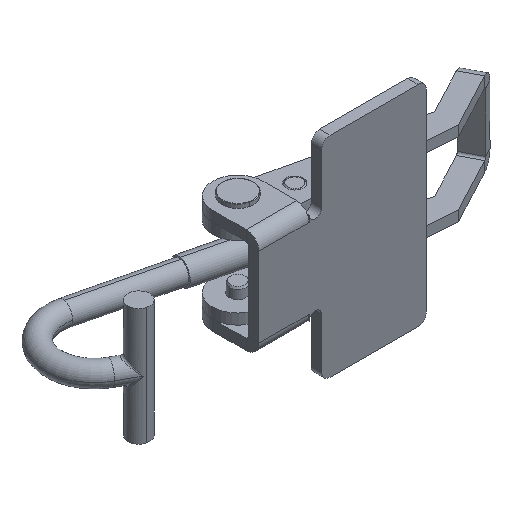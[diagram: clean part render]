
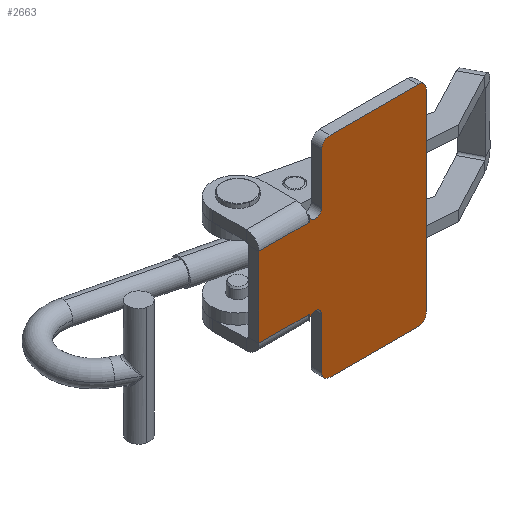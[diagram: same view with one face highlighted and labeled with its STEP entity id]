
A CAD part, isometric view. The second image highlights one B-rep face of the part: STEP entity #2663.
In plain terms, the highlighted planar face has unit normal (0, -1, 0).
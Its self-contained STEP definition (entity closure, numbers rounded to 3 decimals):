
#50 = ORIENTED_EDGE ( 'NONE', *, *, #1496, .F. ) ;
#77 = DIRECTION ( 'NONE',  ( 0., 0., 1. ) ) ;
#126 = CARTESIAN_POINT ( 'NONE',  ( 15., -2.5, -36. ) ) ;
#135 = DIRECTION ( 'NONE',  ( 0., -1., 0. ) ) ;
#152 = CARTESIAN_POINT ( 'NONE',  ( 13.5, -2.5, -14. ) ) ;
#170 = CARTESIAN_POINT ( 'NONE',  ( 40., -2.5, -2. ) ) ;
#252 = CARTESIAN_POINT ( 'NONE',  ( 38., -2.5, -50. ) ) ;
#274 = EDGE_CURVE ( 'NONE', #2131, #3307, #1414, .T. ) ;
#304 = CARTESIAN_POINT ( 'NONE',  ( 17., -2.5, -50. ) ) ;
#318 = CIRCLE ( 'NONE', #2477, 1.5 ) ;
#361 = CIRCLE ( 'NONE', #2525, 1.5 ) ;
#371 = EDGE_CURVE ( 'NONE', #930, #2834, #1128, .T. ) ;
#394 = EDGE_CURVE ( 'NONE', #2569, #2550, #2133, .T. ) ;
#465 = CARTESIAN_POINT ( 'NONE',  ( 38., -2.5, -2. ) ) ;
#475 = CIRCLE ( 'NONE', #3554, 2. ) ;
#484 = CARTESIAN_POINT ( 'NONE',  ( 13.5, -2.5, -36. ) ) ;
#508 = CARTESIAN_POINT ( 'NONE',  ( 12., -2.5, -34.5 ) ) ;
#579 = CARTESIAN_POINT ( 'NONE',  ( 0., -2.5, -34.5 ) ) ;
#583 = EDGE_CURVE ( 'NONE', #3568, #1404, #361, .T. ) ;
#586 = ORIENTED_EDGE ( 'NONE', *, *, #3533, .F. ) ;
#601 = CARTESIAN_POINT ( 'NONE',  ( 15., -2.5, -2. ) ) ;
#604 = VECTOR ( 'NONE', #77, 1000. ) ;
#639 = VERTEX_POINT ( 'NONE', #3948 ) ;
#696 = LINE ( 'NONE', #601, #3812 ) ;
#727 = VERTEX_POINT ( 'NONE', #304 ) ;
#753 = CIRCLE ( 'NONE', #3272, 2. ) ;
#758 = DIRECTION ( 'NONE',  ( 0., 0., 1. ) ) ;
#766 = CARTESIAN_POINT ( 'NONE',  ( 12., -2.5, -15.5 ) ) ;
#821 = DIRECTION ( 'NONE',  ( 0., -1., 0. ) ) ;
#830 = DIRECTION ( 'NONE',  ( 0., 1., 0. ) ) ;
#831 = CARTESIAN_POINT ( 'NONE',  ( 12., -2.5, -36. ) ) ;
#864 = DIRECTION ( 'NONE',  ( 0., 1., 0. ) ) ;
#925 = VERTEX_POINT ( 'NONE', #508 ) ;
#930 = VERTEX_POINT ( 'NONE', #1671 ) ;
#966 = EDGE_CURVE ( 'NONE', #2550, #1953, #2956, .T. ) ;
#1083 = EDGE_CURVE ( 'NONE', #2889, #3200, #3831, .T. ) ;
#1104 = ORIENTED_EDGE ( 'NONE', *, *, #394, .F. ) ;
#1123 = DIRECTION ( 'NONE',  ( 1., 0., 0. ) ) ;
#1128 = CIRCLE ( 'NONE', #3220, 2. ) ;
#1129 = LINE ( 'NONE', #3559, #3537 ) ;
#1153 = ORIENTED_EDGE ( 'NONE', *, *, #2278, .F. ) ;
#1173 = DIRECTION ( 'NONE',  ( 0., 0., -1. ) ) ;
#1181 = FACE_OUTER_BOUND ( 'NONE', #1396, .T. ) ;
#1188 = DIRECTION ( 'NONE',  ( 1., 0., 0. ) ) ;
#1218 = EDGE_CURVE ( 'NONE', #1404, #925, #2723, .T. ) ;
#1245 = DIRECTION ( 'NONE',  ( 0., 0., 1. ) ) ;
#1246 = CARTESIAN_POINT ( 'NONE',  ( 17., -2.5, -48. ) ) ;
#1325 = DIRECTION ( 'NONE',  ( 0., -1., 0. ) ) ;
#1350 = CARTESIAN_POINT ( 'NONE',  ( 40., -2.5, -2. ) ) ;
#1354 = CARTESIAN_POINT ( 'NONE',  ( 13.5, -2.5, -36. ) ) ;
#1367 = LINE ( 'NONE', #170, #3034 ) ;
#1384 = DIRECTION ( 'NONE',  ( 0., 0., 1. ) ) ;
#1396 = EDGE_LOOP ( 'NONE', ( #3135, #1153, #3282, #2251, #1104, #1565, #586, #4021, #2277, #50, #1790, #3280, #2609, #3497, #1457, #2103, #1555 ) ) ;
#1404 = VERTEX_POINT ( 'NONE', #831 ) ;
#1407 = DIRECTION ( 'NONE',  ( 0., 0., -1. ) ) ;
#1414 = LINE ( 'NONE', #3838, #3271 ) ;
#1444 = CARTESIAN_POINT ( 'NONE',  ( 0., -2.5, -34.5 ) ) ;
#1457 = ORIENTED_EDGE ( 'NONE', *, *, #2541, .F. ) ;
#1496 = EDGE_CURVE ( 'NONE', #3307, #3568, #2653, .T. ) ;
#1555 = ORIENTED_EDGE ( 'NONE', *, *, #1083, .F. ) ;
#1565 = ORIENTED_EDGE ( 'NONE', *, *, #3730, .F. ) ;
#1583 = DIRECTION ( 'NONE',  ( 0., 0., 1. ) ) ;
#1616 = VECTOR ( 'NONE', #2790, 1000. ) ;
#1625 = VERTEX_POINT ( 'NONE', #1350 ) ;
#1671 = CARTESIAN_POINT ( 'NONE',  ( 40., -2.5, -48. ) ) ;
#1766 = CARTESIAN_POINT ( 'NONE',  ( 12., -2.5, -14. ) ) ;
#1773 = CARTESIAN_POINT ( 'NONE',  ( 15., -2.5, -2. ) ) ;
#1790 = ORIENTED_EDGE ( 'NONE', *, *, #274, .F. ) ;
#1874 = CARTESIAN_POINT ( 'NONE',  ( 13.5, -2.5, -34.5 ) ) ;
#1906 = DIRECTION ( 'NONE',  ( 0., 0., 1. ) ) ;
#1953 = VERTEX_POINT ( 'NONE', #1766 ) ;
#1966 = DIRECTION ( 'NONE',  ( 0., 0., 1. ) ) ;
#1967 = CARTESIAN_POINT ( 'NONE',  ( 0., -2.5, -15.5 ) ) ;
#1985 = CARTESIAN_POINT ( 'NONE',  ( 12., -2.5, -15.5 ) ) ;
#2057 = LINE ( 'NONE', #579, #3589 ) ;
#2103 = ORIENTED_EDGE ( 'NONE', *, *, #3988, .F. ) ;
#2131 = VERTEX_POINT ( 'NONE', #3535 ) ;
#2133 = LINE ( 'NONE', #3908, #2514 ) ;
#2173 = DIRECTION ( 'NONE',  ( -1., 0., 0. ) ) ;
#2229 = DIRECTION ( 'NONE',  ( 0., -1., 0. ) ) ;
#2251 = ORIENTED_EDGE ( 'NONE', *, *, #966, .F. ) ;
#2277 = ORIENTED_EDGE ( 'NONE', *, *, #583, .F. ) ;
#2278 = EDGE_CURVE ( 'NONE', #639, #3433, #696, .T. ) ;
#2364 = CARTESIAN_POINT ( 'NONE',  ( 0., -2.5, -15.5 ) ) ;
#2368 = EDGE_CURVE ( 'NONE', #1953, #639, #318, .T. ) ;
#2393 = EDGE_CURVE ( 'NONE', #2834, #727, #1129, .T. ) ;
#2399 = DIRECTION ( 'NONE',  ( 0., 0., 1. ) ) ;
#2403 = VERTEX_POINT ( 'NONE', #1444 ) ;
#2412 = CIRCLE ( 'NONE', #3397, 2. ) ;
#2413 = CARTESIAN_POINT ( 'NONE',  ( 38., -2.5, -48. ) ) ;
#2439 = CARTESIAN_POINT ( 'NONE',  ( 17., -2.5, 0. ) ) ;
#2464 = CARTESIAN_POINT ( 'NONE',  ( 17., -2.5, 0. ) ) ;
#2477 = AXIS2_PLACEMENT_3D ( 'NONE', #152, #821, #2999 ) ;
#2514 = VECTOR ( 'NONE', #1123, 1000. ) ;
#2525 = AXIS2_PLACEMENT_3D ( 'NONE', #1354, #2229, #1906 ) ;
#2541 = EDGE_CURVE ( 'NONE', #1625, #930, #1367, .T. ) ;
#2550 = VERTEX_POINT ( 'NONE', #766 ) ;
#2569 = VERTEX_POINT ( 'NONE', #2364 ) ;
#2581 = CARTESIAN_POINT ( 'NONE',  ( 38., -2.5, 0. ) ) ;
#2609 = ORIENTED_EDGE ( 'NONE', *, *, #2393, .F. ) ;
#2638 = DIRECTION ( 'NONE',  ( 0., 1., 0. ) ) ;
#2653 = CIRCLE ( 'NONE', #3415, 1.5 ) ;
#2663 = ADVANCED_FACE ( 'NONE', ( #1181 ), #2962, .T. ) ;
#2716 = DIRECTION ( 'NONE',  ( 0., 0., -1. ) ) ;
#2723 = LINE ( 'NONE', #3001, #1616 ) ;
#2750 = CARTESIAN_POINT ( 'NONE',  ( 17., -2.5, -2. ) ) ;
#2790 = DIRECTION ( 'NONE',  ( 0., 0., 1. ) ) ;
#2834 = VERTEX_POINT ( 'NONE', #252 ) ;
#2889 = VERTEX_POINT ( 'NONE', #2464 ) ;
#2919 = VECTOR ( 'NONE', #1188, 1000. ) ;
#2956 = LINE ( 'NONE', #1985, #3253 ) ;
#2962 = PLANE ( 'NONE',  #3223 ) ;
#2964 = EDGE_CURVE ( 'NONE', #727, #2131, #753, .T. ) ;
#2979 = CARTESIAN_POINT ( 'NONE',  ( 17., -2.5, -2. ) ) ;
#2999 = DIRECTION ( 'NONE',  ( 0., 0., -1. ) ) ;
#3001 = CARTESIAN_POINT ( 'NONE',  ( 12., -2.5, -34.5 ) ) ;
#3034 = VECTOR ( 'NONE', #1173, 1000. ) ;
#3056 = DIRECTION ( 'NONE',  ( 0., 0., -1. ) ) ;
#3135 = ORIENTED_EDGE ( 'NONE', *, *, #3456, .F. ) ;
#3200 = VERTEX_POINT ( 'NONE', #2581 ) ;
#3220 = AXIS2_PLACEMENT_3D ( 'NONE', #2413, #830, #2716 ) ;
#3223 = AXIS2_PLACEMENT_3D ( 'NONE', #2979, #135, #1407 ) ;
#3253 = VECTOR ( 'NONE', #2399, 1000. ) ;
#3271 = VECTOR ( 'NONE', #1966, 1000. ) ;
#3272 = AXIS2_PLACEMENT_3D ( 'NONE', #1246, #3447, #1583 ) ;
#3280 = ORIENTED_EDGE ( 'NONE', *, *, #2964, .F. ) ;
#3282 = ORIENTED_EDGE ( 'NONE', *, *, #2368, .F. ) ;
#3307 = VERTEX_POINT ( 'NONE', #126 ) ;
#3397 = AXIS2_PLACEMENT_3D ( 'NONE', #465, #2638, #758 ) ;
#3415 = AXIS2_PLACEMENT_3D ( 'NONE', #484, #1325, #1384 ) ;
#3433 = VERTEX_POINT ( 'NONE', #1773 ) ;
#3447 = DIRECTION ( 'NONE',  ( 0., 1., 0. ) ) ;
#3456 = EDGE_CURVE ( 'NONE', #3433, #2889, #475, .T. ) ;
#3497 = ORIENTED_EDGE ( 'NONE', *, *, #371, .F. ) ;
#3533 = EDGE_CURVE ( 'NONE', #925, #2403, #2057, .T. ) ;
#3535 = CARTESIAN_POINT ( 'NONE',  ( 15., -2.5, -48. ) ) ;
#3537 = VECTOR ( 'NONE', #3614, 1000. ) ;
#3554 = AXIS2_PLACEMENT_3D ( 'NONE', #2750, #864, #3056 ) ;
#3559 = CARTESIAN_POINT ( 'NONE',  ( 17., -2.5, -50. ) ) ;
#3568 = VERTEX_POINT ( 'NONE', #1874 ) ;
#3589 = VECTOR ( 'NONE', #2173, 1000. ) ;
#3614 = DIRECTION ( 'NONE',  ( -1., 0., 0. ) ) ;
#3730 = EDGE_CURVE ( 'NONE', #2403, #2569, #3806, .T. ) ;
#3806 = LINE ( 'NONE', #1967, #604 ) ;
#3812 = VECTOR ( 'NONE', #1245, 1000. ) ;
#3831 = LINE ( 'NONE', #2439, #2919 ) ;
#3838 = CARTESIAN_POINT ( 'NONE',  ( 15., -2.5, -48. ) ) ;
#3908 = CARTESIAN_POINT ( 'NONE',  ( 0., -2.5, -15.5 ) ) ;
#3948 = CARTESIAN_POINT ( 'NONE',  ( 15., -2.5, -14. ) ) ;
#3988 = EDGE_CURVE ( 'NONE', #3200, #1625, #2412, .T. ) ;
#4021 = ORIENTED_EDGE ( 'NONE', *, *, #1218, .F. ) ;
